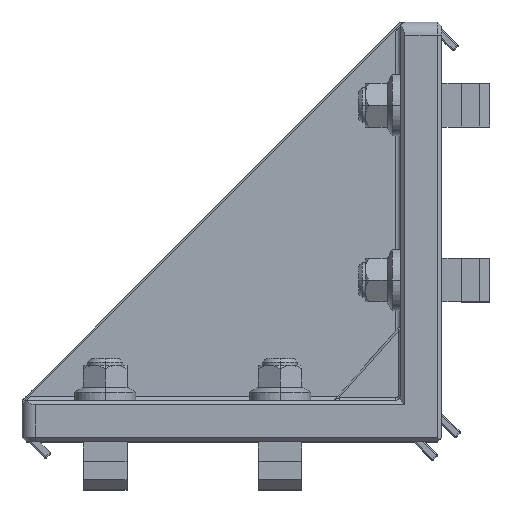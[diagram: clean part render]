
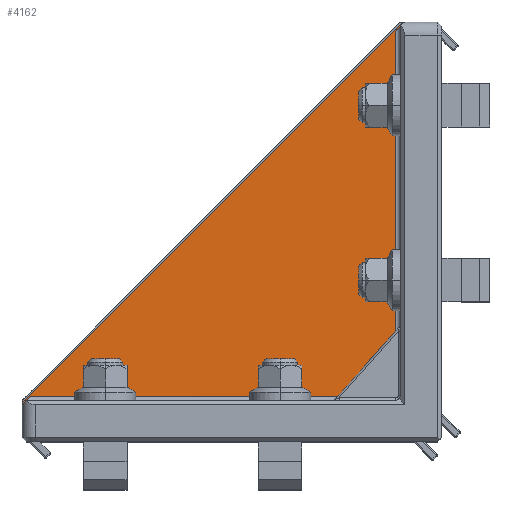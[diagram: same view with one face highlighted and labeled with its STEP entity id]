
A CAD part, top view. The second image highlights one B-rep face of the part: STEP entity #4162.
In plain terms, the highlighted planar face has unit normal (0, 0, 1).
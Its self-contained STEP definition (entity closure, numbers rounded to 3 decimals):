
#3268=CARTESIAN_POINT('',(-9.076,96.,-18.));
#3269=VERTEX_POINT('',#3268);
#3284=CARTESIAN_POINT('',(-8.5,96.,-18.));
#3285=VERTEX_POINT('',#3284);
#3286=CARTESIAN_POINT('',(-9.076,96.,-18.));
#3287=DIRECTION('',(1.0,0.0,0.0));
#3288=VECTOR('',#3287,0.576);
#3289=LINE('',#3286,#3288);
#3290=EDGE_CURVE('',#3269,#3285,#3289,.T.);
#3468=CARTESIAN_POINT('',(-96.,8.5,-18.));
#3469=VERTEX_POINT('',#3468);
#3476=CARTESIAN_POINT('',(-96.,9.076,-18.));
#3477=VERTEX_POINT('',#3476);
#3478=CARTESIAN_POINT('',(-96.,8.5,-18.));
#3479=DIRECTION('',(0.0,1.0,0.0));
#3480=VECTOR('',#3479,0.576);
#3481=LINE('',#3478,#3480);
#3482=EDGE_CURVE('',#3469,#3477,#3481,.T.);
#4117=CARTESIAN_POINT('',(-9.5,9.5,-18.));
#4118=DIRECTION('',(0.0,0.0,-1.0));
#4119=DIRECTION('',(-1.0,0.0,0.0));
#4120=AXIS2_PLACEMENT_3D('',#4117,#4118,#4119);
#4121=PLANE('',#4120);
#4122=CARTESIAN_POINT('',(-94.,10.5,-18.));
#4123=VERTEX_POINT('',#4122);
#4124=CARTESIAN_POINT('',(-96.,8.5,-18.));
#4125=DIRECTION('',(0.707,0.707,0.0));
#4126=VECTOR('',#4125,2.828);
#4127=LINE('',#4124,#4126);
#4128=EDGE_CURVE('',#3469,#4123,#4127,.T.);
#4129=ORIENTED_EDGE('',*,*,#4128,.T.);
#4130=CARTESIAN_POINT('',(-10.5,10.5,-18.));
#4131=VERTEX_POINT('',#4130);
#4132=CARTESIAN_POINT('',(-94.,10.5,-18.));
#4133=DIRECTION('',(1.0,0.0,0.0));
#4134=VECTOR('',#4133,83.5);
#4135=LINE('',#4132,#4134);
#4136=EDGE_CURVE('',#4123,#4131,#4135,.T.);
#4137=ORIENTED_EDGE('',*,*,#4136,.T.);
#4138=CARTESIAN_POINT('',(-10.5,94.,-18.));
#4139=VERTEX_POINT('',#4138);
#4140=CARTESIAN_POINT('',(-10.5,10.5,-18.));
#4141=DIRECTION('',(0.0,1.0,0.0));
#4142=VECTOR('',#4141,83.5);
#4143=LINE('',#4140,#4142);
#4144=EDGE_CURVE('',#4131,#4139,#4143,.T.);
#4145=ORIENTED_EDGE('',*,*,#4144,.T.);
#4146=CARTESIAN_POINT('',(-10.5,94.,-18.));
#4147=DIRECTION('',(0.707,0.707,0.0));
#4148=VECTOR('',#4147,2.828);
#4149=LINE('',#4146,#4148);
#4150=EDGE_CURVE('',#4139,#3285,#4149,.T.);
#4151=ORIENTED_EDGE('',*,*,#4150,.T.);
#4152=ORIENTED_EDGE('',*,*,#3290,.F.);
#4153=CARTESIAN_POINT('',(-9.076,96.,-18.));
#4154=DIRECTION('',(-0.707,-0.707,0.0));
#4155=VECTOR('',#4154,122.929);
#4156=LINE('',#4153,#4155);
#4157=EDGE_CURVE('',#3269,#3477,#4156,.T.);
#4158=ORIENTED_EDGE('',*,*,#4157,.T.);
#4159=ORIENTED_EDGE('',*,*,#3482,.F.);
#4160=EDGE_LOOP('',(#4129,#4137,#4145,#4151,#4152,#4158,#4159));
#4161=FACE_OUTER_BOUND('',#4160,.T.);
#4162=ADVANCED_FACE('',(#4161),#4121,.F.);
